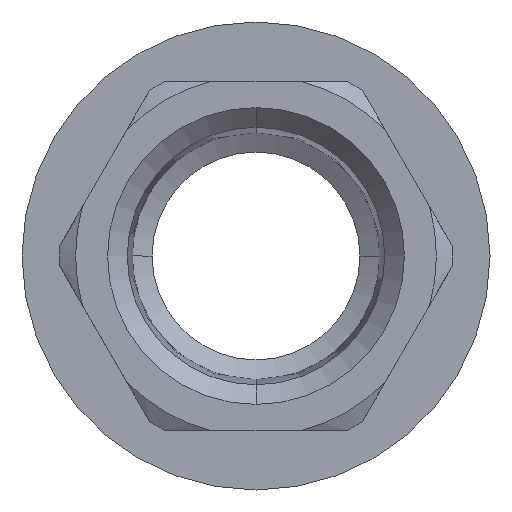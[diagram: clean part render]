
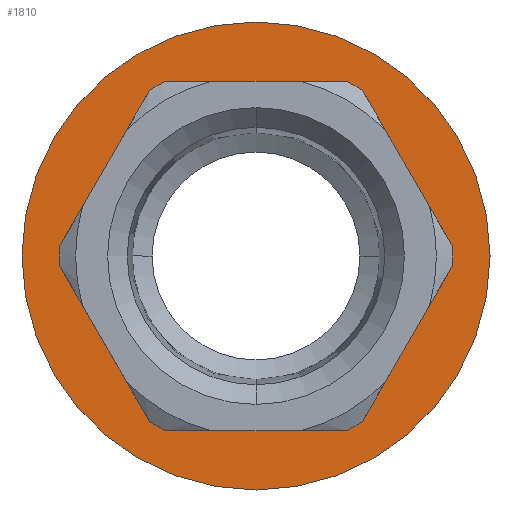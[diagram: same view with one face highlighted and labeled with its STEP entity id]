
A CAD part, front view. The second image highlights one B-rep face of the part: STEP entity #1810.
In plain terms, the highlighted planar face has unit normal (0, -1, 0).
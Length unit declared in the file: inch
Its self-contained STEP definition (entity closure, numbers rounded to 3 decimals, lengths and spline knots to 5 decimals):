
#6 = CARTESIAN_POINT ( 'NONE',  ( -0.70785, -0.64567, 0.0338 ) ) ;
#10 = CARTESIAN_POINT ( 'NONE',  ( 0.3832, -0.64567, -0.59612 ) ) ;
#35 = PLANE ( 'NONE',  #1591 ) ;
#37 = VERTEX_POINT ( 'NONE', #589 ) ;
#45 = CARTESIAN_POINT ( 'NONE',  ( -0.70785, -0.64567, -0.0338 ) ) ;
#102 = CARTESIAN_POINT ( 'NONE',  ( 0., -0.64567, 0. ) ) ;
#107 = EDGE_CURVE ( 'NONE', #2282, #1673, #1821, .T. ) ;
#131 = CIRCLE ( 'NONE', #2484, 0.70866 ) ;
#168 = CARTESIAN_POINT ( 'NONE',  ( 0., -0.64567, -0.84252 ) ) ;
#174 = DIRECTION ( 'NONE',  ( 0., 0., 1. ) ) ;
#199 = VECTOR ( 'NONE', #2737, 39.37008 ) ;
#254 = EDGE_CURVE ( 'NONE', #411, #2107, #1665, .T. ) ;
#262 = DIRECTION ( 'NONE',  ( 0., 0., 1. ) ) ;
#267 = DIRECTION ( 'NONE',  ( 0.5, 0., -0.866 ) ) ;
#299 = VERTEX_POINT ( 'NONE', #2932 ) ;
#302 = ORIENTED_EDGE ( 'NONE', *, *, #2480, .F. ) ;
#320 = ORIENTED_EDGE ( 'NONE', *, *, #937, .F. ) ;
#334 = DIRECTION ( 'NONE',  ( 0., 0., 1. ) ) ;
#379 = EDGE_CURVE ( 'NONE', #37, #411, #2728, .T. ) ;
#400 = DIRECTION ( 'NONE',  ( 0., -1., 0. ) ) ;
#409 = CARTESIAN_POINT ( 'NONE',  ( 0.32465, -0.64567, 0.62992 ) ) ;
#411 = VERTEX_POINT ( 'NONE', #2352 ) ;
#432 = DIRECTION ( 'NONE',  ( 0., -1., 0. ) ) ;
#447 = AXIS2_PLACEMENT_3D ( 'NONE', #2915, #1549, #174 ) ;
#492 = LINE ( 'NONE', #2853, #1015 ) ;
#504 = DIRECTION ( 'NONE',  ( 0., -1., 0. ) ) ;
#555 = CIRCLE ( 'NONE', #2128, 0.84252 ) ;
#589 = CARTESIAN_POINT ( 'NONE',  ( 0.70785, -0.64567, 0.0338 ) ) ;
#643 = CARTESIAN_POINT ( 'NONE',  ( 0.70785, -0.64567, 0.0338 ) ) ;
#668 = DIRECTION ( 'NONE',  ( -0.5, 0., -0.866 ) ) ;
#756 = EDGE_CURVE ( 'NONE', #1958, #2796, #851, .T. ) ;
#766 = CIRCLE ( 'NONE', #2826, 0.84252 ) ;
#792 = LINE ( 'NONE', #898, #199 ) ;
#794 = ORIENTED_EDGE ( 'NONE', *, *, #756, .F. ) ;
#851 = CIRCLE ( 'NONE', #447, 0.70866 ) ;
#854 = CARTESIAN_POINT ( 'NONE',  ( 0., -0.64567, 0. ) ) ;
#882 = EDGE_CURVE ( 'NONE', #1466, #2282, #1585, .T. ) ;
#898 = CARTESIAN_POINT ( 'NONE',  ( 0.3832, -0.64567, -0.59612 ) ) ;
#923 = ORIENTED_EDGE ( 'NONE', *, *, #882, .F. ) ;
#930 = DIRECTION ( 'NONE',  ( 1., 0., 0. ) ) ;
#937 = EDGE_CURVE ( 'NONE', #299, #1958, #2798, .T. ) ;
#961 = CARTESIAN_POINT ( 'NONE',  ( 0., -0.64567, 0. ) ) ;
#999 = CARTESIAN_POINT ( 'NONE',  ( -0.3832, -0.64567, 0.59612 ) ) ;
#1001 = VERTEX_POINT ( 'NONE', #2554 ) ;
#1013 = FACE_BOUND ( 'NONE', #1485, .T. ) ;
#1014 = ORIENTED_EDGE ( 'NONE', *, *, #2901, .F. ) ;
#1015 = VECTOR ( 'NONE', #1482, 39.37008 ) ;
#1080 = DIRECTION ( 'NONE',  ( 0., 0., 1. ) ) ;
#1098 = CARTESIAN_POINT ( 'NONE',  ( -0.70785, -0.64567, -0.0338 ) ) ;
#1171 = AXIS2_PLACEMENT_3D ( 'NONE', #1783, #400, #2018 ) ;
#1187 = DIRECTION ( 'NONE',  ( 0., 0., 1. ) ) ;
#1188 = ORIENTED_EDGE ( 'NONE', *, *, #1498, .F. ) ;
#1198 = ORIENTED_EDGE ( 'NONE', *, *, #254, .F. ) ;
#1202 = CIRCLE ( 'NONE', #1454, 0.70866 ) ;
#1322 = ORIENTED_EDGE ( 'NONE', *, *, #2229, .F. ) ;
#1343 = CARTESIAN_POINT ( 'NONE',  ( 0., -0.64567, 0. ) ) ;
#1344 = DIRECTION ( 'NONE',  ( -0.5, 0., 0.866 ) ) ;
#1350 = EDGE_CURVE ( 'NONE', #1867, #37, #131, .T. ) ;
#1384 = CARTESIAN_POINT ( 'NONE',  ( -0.3832, -0.64567, -0.59612 ) ) ;
#1436 = ORIENTED_EDGE ( 'NONE', *, *, #2900, .F. ) ;
#1454 = AXIS2_PLACEMENT_3D ( 'NONE', #1885, #504, #2120 ) ;
#1466 = VERTEX_POINT ( 'NONE', #999 ) ;
#1482 = DIRECTION ( 'NONE',  ( -1., 0., 0. ) ) ;
#1485 = EDGE_LOOP ( 'NONE', ( #2025, #1198, #1921, #2777, #1322, #794, #320, #1436, #302, #2842, #923, #1014 ) ) ;
#1498 = EDGE_CURVE ( 'NONE', #2619, #2806, #555, .T. ) ;
#1516 = EDGE_CURVE ( 'NONE', #2107, #1001, #492, .T. ) ;
#1549 = DIRECTION ( 'NONE',  ( 0., -1., 0. ) ) ;
#1583 = DIRECTION ( 'NONE',  ( 0., 0., 1. ) ) ;
#1585 = LINE ( 'NONE', #2278, #2185 ) ;
#1591 = AXIS2_PLACEMENT_3D ( 'NONE', #2552, #1645, #262 ) ;
#1603 = EDGE_LOOP ( 'NONE', ( #2854, #1188 ) ) ;
#1611 = AXIS2_PLACEMENT_3D ( 'NONE', #961, #2569, #1187 ) ;
#1645 = DIRECTION ( 'NONE',  ( 0., 1., 0. ) ) ;
#1665 = CIRCLE ( 'NONE', #1171, 0.70866 ) ;
#1673 = VERTEX_POINT ( 'NONE', #1098 ) ;
#1700 = EDGE_CURVE ( 'NONE', #2806, #2619, #766, .T. ) ;
#1723 = DIRECTION ( 'NONE',  ( 0., 1., 0. ) ) ;
#1783 = CARTESIAN_POINT ( 'NONE',  ( 0., -0.64567, 0. ) ) ;
#1810 = ADVANCED_FACE ( 'NONE', ( #2783, #1013 ), #35, .F. ) ;
#1815 = CARTESIAN_POINT ( 'NONE',  ( 0., -0.64567, 0. ) ) ;
#1821 = CIRCLE ( 'NONE', #2821, 0.70866 ) ;
#1867 = VERTEX_POINT ( 'NONE', #2357 ) ;
#1885 = CARTESIAN_POINT ( 'NONE',  ( 0., -0.64567, 0. ) ) ;
#1921 = ORIENTED_EDGE ( 'NONE', *, *, #379, .F. ) ;
#1958 = VERTEX_POINT ( 'NONE', #2834 ) ;
#2018 = DIRECTION ( 'NONE',  ( 0., 0., 1. ) ) ;
#2025 = ORIENTED_EDGE ( 'NONE', *, *, #1516, .F. ) ;
#2043 = DIRECTION ( 'NONE',  ( 0., 0., 1. ) ) ;
#2070 = LINE ( 'NONE', #45, #2744 ) ;
#2107 = VERTEX_POINT ( 'NONE', #409 ) ;
#2120 = DIRECTION ( 'NONE',  ( 0., 0., 1. ) ) ;
#2123 = VECTOR ( 'NONE', #1344, 39.37008 ) ;
#2128 = AXIS2_PLACEMENT_3D ( 'NONE', #102, #1723, #334 ) ;
#2185 = VECTOR ( 'NONE', #668, 39.37008 ) ;
#2229 = EDGE_CURVE ( 'NONE', #2796, #1867, #792, .T. ) ;
#2278 = CARTESIAN_POINT ( 'NONE',  ( -0.3832, -0.64567, 0.59612 ) ) ;
#2282 = VERTEX_POINT ( 'NONE', #6 ) ;
#2304 = CARTESIAN_POINT ( 'NONE',  ( 0.84252, -0.64567, -0.62992 ) ) ;
#2352 = CARTESIAN_POINT ( 'NONE',  ( 0.3832, -0.64567, 0.59612 ) ) ;
#2357 = CARTESIAN_POINT ( 'NONE',  ( 0.70785, -0.64567, -0.0338 ) ) ;
#2463 = DIRECTION ( 'NONE',  ( 0., -1., 0. ) ) ;
#2480 = EDGE_CURVE ( 'NONE', #1673, #2764, #2070, .T. ) ;
#2484 = AXIS2_PLACEMENT_3D ( 'NONE', #1815, #432, #2043 ) ;
#2547 = CARTESIAN_POINT ( 'NONE',  ( 0., -0.64567, 0.84252 ) ) ;
#2552 = CARTESIAN_POINT ( 'NONE',  ( 0.84252, -0.64567, 0. ) ) ;
#2554 = CARTESIAN_POINT ( 'NONE',  ( -0.32465, -0.64567, 0.62992 ) ) ;
#2569 = DIRECTION ( 'NONE',  ( 0., -1., 0. ) ) ;
#2619 = VERTEX_POINT ( 'NONE', #168 ) ;
#2646 = VECTOR ( 'NONE', #930, 39.37008 ) ;
#2728 = LINE ( 'NONE', #643, #2123 ) ;
#2737 = DIRECTION ( 'NONE',  ( 0.5, 0., 0.866 ) ) ;
#2744 = VECTOR ( 'NONE', #267, 39.37008 ) ;
#2764 = VERTEX_POINT ( 'NONE', #1384 ) ;
#2777 = ORIENTED_EDGE ( 'NONE', *, *, #1350, .F. ) ;
#2783 = FACE_OUTER_BOUND ( 'NONE', #1603, .T. ) ;
#2796 = VERTEX_POINT ( 'NONE', #10 ) ;
#2798 = LINE ( 'NONE', #2304, #2646 ) ;
#2806 = VERTEX_POINT ( 'NONE', #2547 ) ;
#2821 = AXIS2_PLACEMENT_3D ( 'NONE', #854, #2463, #1080 ) ;
#2826 = AXIS2_PLACEMENT_3D ( 'NONE', #1343, #2948, #1583 ) ;
#2834 = CARTESIAN_POINT ( 'NONE',  ( 0.32465, -0.64567, -0.62992 ) ) ;
#2842 = ORIENTED_EDGE ( 'NONE', *, *, #107, .F. ) ;
#2853 = CARTESIAN_POINT ( 'NONE',  ( 0.84252, -0.64567, 0.62992 ) ) ;
#2854 = ORIENTED_EDGE ( 'NONE', *, *, #1700, .F. ) ;
#2896 = CIRCLE ( 'NONE', #1611, 0.70866 ) ;
#2900 = EDGE_CURVE ( 'NONE', #2764, #299, #1202, .T. ) ;
#2901 = EDGE_CURVE ( 'NONE', #1001, #1466, #2896, .T. ) ;
#2915 = CARTESIAN_POINT ( 'NONE',  ( 0., -0.64567, 0. ) ) ;
#2932 = CARTESIAN_POINT ( 'NONE',  ( -0.32465, -0.64567, -0.62992 ) ) ;
#2948 = DIRECTION ( 'NONE',  ( 0., 1., 0. ) ) ;
